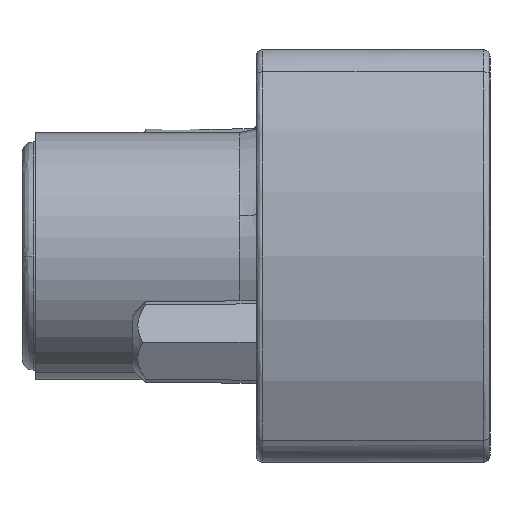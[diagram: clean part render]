
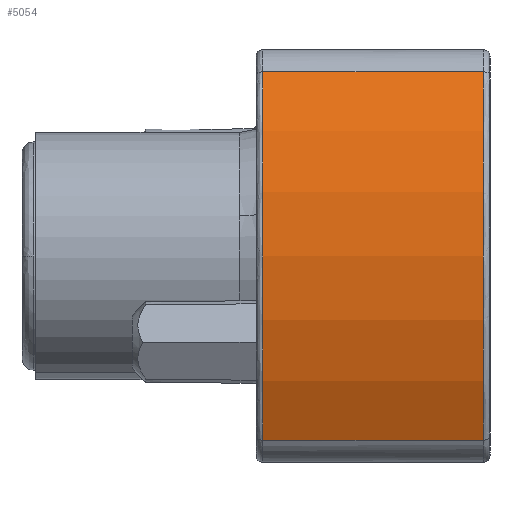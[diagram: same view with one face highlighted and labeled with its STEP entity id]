
A CAD part, left-side view. The second image highlights one B-rep face of the part: STEP entity #5054.
In plain terms, the highlighted cylindrical face has radius 7.367 mm (diameter 14.733 mm), a partial arc.
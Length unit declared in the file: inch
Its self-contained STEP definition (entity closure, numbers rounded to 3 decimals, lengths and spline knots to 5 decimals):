
#2097 = EDGE_CURVE ( 'NONE', #20966, #20957, #22635, .T. ) ;
#2109 = EDGE_CURVE ( 'NONE', #20966, #20968, #22650, .T. ) ;
#2110 = EDGE_CURVE ( 'NONE', #20968, #20973, #22649, .T. ) ;
#2111 = EDGE_CURVE ( 'NONE', #20973, #20957, #22651, .T. ) ;
#3934 = AXIS2_PLACEMENT_3D ( 'NONE', #6732, #6733, #6734 ) ;
#3937 = AXIS2_PLACEMENT_3D ( 'NONE', #6783, #6784, #6785 ) ;
#3955 = AXIS2_PLACEMENT_3D ( 'NONE', #16529, #16530, #16481 ) ;
#5054 = ADVANCED_FACE ( 'NONE', ( #19134 ), #19136, .T. ) ;
#6732 = CARTESIAN_POINT ( 'NONE',  ( -2.10827, 0.165, 0.15 ) ) ;
#6733 = DIRECTION ( 'NONE',  ( 0., 1., 0. ) ) ;
#6734 = DIRECTION ( 'NONE',  ( 1., 0., 0. ) ) ;
#6769 = DIRECTION ( 'NONE',  ( 0., 1., 0. ) ) ;
#6778 = CARTESIAN_POINT ( 'NONE',  ( -2.36557, 0.133, 0.01616 ) ) ;
#6779 = CARTESIAN_POINT ( 'NONE',  ( -2.36557, 0.133, 0.28384 ) ) ;
#6780 = DIRECTION ( 'NONE',  ( 0., -1., 0. ) ) ;
#6783 = CARTESIAN_POINT ( 'NONE',  ( -2.10827, 0.005, 0.15 ) ) ;
#6784 = DIRECTION ( 'NONE',  ( 0., 1., 0. ) ) ;
#6785 = DIRECTION ( 'NONE',  ( 1., 0., 0. ) ) ;
#7497 = CARTESIAN_POINT ( 'NONE',  ( -2.36557, 0.165, 0.28384 ) ) ;
#7511 = CARTESIAN_POINT ( 'NONE',  ( -2.36557, 0.165, 0.01616 ) ) ;
#7513 = CARTESIAN_POINT ( 'NONE',  ( -2.36557, 0.005, 0.01616 ) ) ;
#7518 = CARTESIAN_POINT ( 'NONE',  ( -2.36557, 0.005, 0.28384 ) ) ;
#16481 = DIRECTION ( 'NONE',  ( 1., 0., 0. ) ) ;
#16529 = CARTESIAN_POINT ( 'NONE',  ( -2.10827, 0.133, 0.15 ) ) ;
#16530 = DIRECTION ( 'NONE',  ( 0., -1., 0. ) ) ;
#17825 = EDGE_LOOP ( 'NONE', ( #18382, #18383, #18384, #18385 ) ) ;
#18382 = ORIENTED_EDGE ( 'NONE', *, *, #2109, .T. ) ;
#18383 = ORIENTED_EDGE ( 'NONE', *, *, #2110, .T. ) ;
#18384 = ORIENTED_EDGE ( 'NONE', *, *, #2111, .T. ) ;
#18385 = ORIENTED_EDGE ( 'NONE', *, *, #2097, .F. ) ;
#19134 = FACE_OUTER_BOUND ( 'NONE', #17825, .T. ) ;
#19136 = CYLINDRICAL_SURFACE ( 'NONE', #3955, 0.29002 ) ;
#20957 = VERTEX_POINT ( 'NONE', #7497 ) ;
#20966 = VERTEX_POINT ( 'NONE', #7511 ) ;
#20968 = VERTEX_POINT ( 'NONE', #7513 ) ;
#20973 = VERTEX_POINT ( 'NONE', #7518 ) ;
#22635 = CIRCLE ( 'NONE', #3934, 0.29002 ) ;
#22647 = VECTOR ( 'NONE', #6780, 39.37008 ) ;
#22649 = CIRCLE ( 'NONE', #3937, 0.29002 ) ;
#22650 = LINE ( 'NONE', #6778, #22647 ) ;
#22651 = LINE ( 'NONE', #6779, #22653 ) ;
#22653 = VECTOR ( 'NONE', #6769, 39.37008 ) ;
